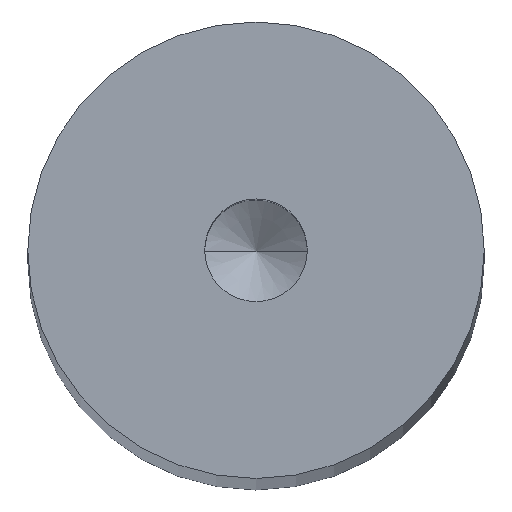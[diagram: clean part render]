
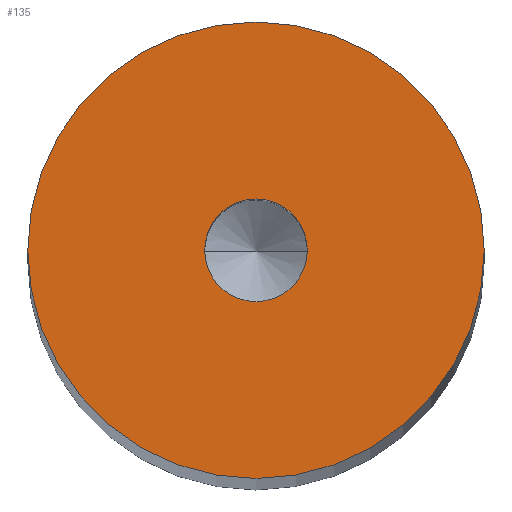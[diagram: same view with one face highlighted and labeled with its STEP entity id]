
A CAD part, top view. The second image highlights one B-rep face of the part: STEP entity #135.
In plain terms, the highlighted planar face has unit normal (0, 0, 1).
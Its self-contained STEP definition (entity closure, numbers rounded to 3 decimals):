
#3 = CIRCLE ( 'NONE', #96, 5.556 ) ;
#7 = AXIS2_PLACEMENT_3D ( 'NONE', #307, #280, #374 ) ;
#10 = EDGE_CURVE ( 'NONE', #144, #309, #262, .T. ) ;
#19 = FACE_OUTER_BOUND ( 'NONE', #368, .T. ) ;
#27 = CIRCLE ( 'NONE', #335, 1.25 ) ;
#33 = ORIENTED_EDGE ( 'NONE', *, *, #382, .T. ) ;
#67 = CARTESIAN_POINT ( 'NONE',  ( 0., 0., 160. ) ) ;
#68 = DIRECTION ( 'NONE',  ( 1., 0., 0. ) ) ;
#95 = DIRECTION ( 'NONE',  ( 1., 0., 0. ) ) ;
#96 = AXIS2_PLACEMENT_3D ( 'NONE', #380, #315, #95 ) ;
#115 = EDGE_CURVE ( 'NONE', #222, #216, #3, .T. ) ;
#129 = CARTESIAN_POINT ( 'NONE',  ( 5.556, 0., 160. ) ) ;
#135 = ADVANCED_FACE ( 'NONE', ( #215, #19 ), #265, .T. ) ;
#144 = VERTEX_POINT ( 'NONE', #184 ) ;
#155 = EDGE_CURVE ( 'NONE', #309, #144, #27, .T. ) ;
#157 = AXIS2_PLACEMENT_3D ( 'NONE', #201, #240, #68 ) ;
#178 = CARTESIAN_POINT ( 'NONE',  ( -5.556, 0., 160. ) ) ;
#182 = DIRECTION ( 'NONE',  ( 0., 0., 1. ) ) ;
#184 = CARTESIAN_POINT ( 'NONE',  ( -1.25, 0., 160. ) ) ;
#191 = ORIENTED_EDGE ( 'NONE', *, *, #10, .F. ) ;
#201 = CARTESIAN_POINT ( 'NONE',  ( 0., 0., 160. ) ) ;
#208 = DIRECTION ( 'NONE',  ( 0., 0., 1. ) ) ;
#213 = ORIENTED_EDGE ( 'NONE', *, *, #155, .F. ) ;
#215 = FACE_BOUND ( 'NONE', #237, .T. ) ;
#216 = VERTEX_POINT ( 'NONE', #178 ) ;
#222 = VERTEX_POINT ( 'NONE', #129 ) ;
#229 = CIRCLE ( 'NONE', #7, 5.556 ) ;
#231 = CARTESIAN_POINT ( 'NONE',  ( 1.25, 0., 160. ) ) ;
#237 = EDGE_LOOP ( 'NONE', ( #213, #191 ) ) ;
#240 = DIRECTION ( 'NONE',  ( 0., 0., 1. ) ) ;
#262 = CIRCLE ( 'NONE', #271, 1.25 ) ;
#265 = PLANE ( 'NONE',  #157 ) ;
#267 = ORIENTED_EDGE ( 'NONE', *, *, #115, .T. ) ;
#271 = AXIS2_PLACEMENT_3D ( 'NONE', #331, #182, #329 ) ;
#280 = DIRECTION ( 'NONE',  ( 0., 0., 1. ) ) ;
#307 = CARTESIAN_POINT ( 'NONE',  ( 0., 0., 160. ) ) ;
#309 = VERTEX_POINT ( 'NONE', #231 ) ;
#315 = DIRECTION ( 'NONE',  ( 0., 0., 1. ) ) ;
#323 = DIRECTION ( 'NONE',  ( 1., 0., 0. ) ) ;
#329 = DIRECTION ( 'NONE',  ( 1., 0., 0. ) ) ;
#331 = CARTESIAN_POINT ( 'NONE',  ( 0., 0., 160. ) ) ;
#335 = AXIS2_PLACEMENT_3D ( 'NONE', #67, #208, #323 ) ;
#368 = EDGE_LOOP ( 'NONE', ( #33, #267 ) ) ;
#374 = DIRECTION ( 'NONE',  ( 1., 0., 0. ) ) ;
#380 = CARTESIAN_POINT ( 'NONE',  ( 0., 0., 160. ) ) ;
#382 = EDGE_CURVE ( 'NONE', #216, #222, #229, .T. ) ;
